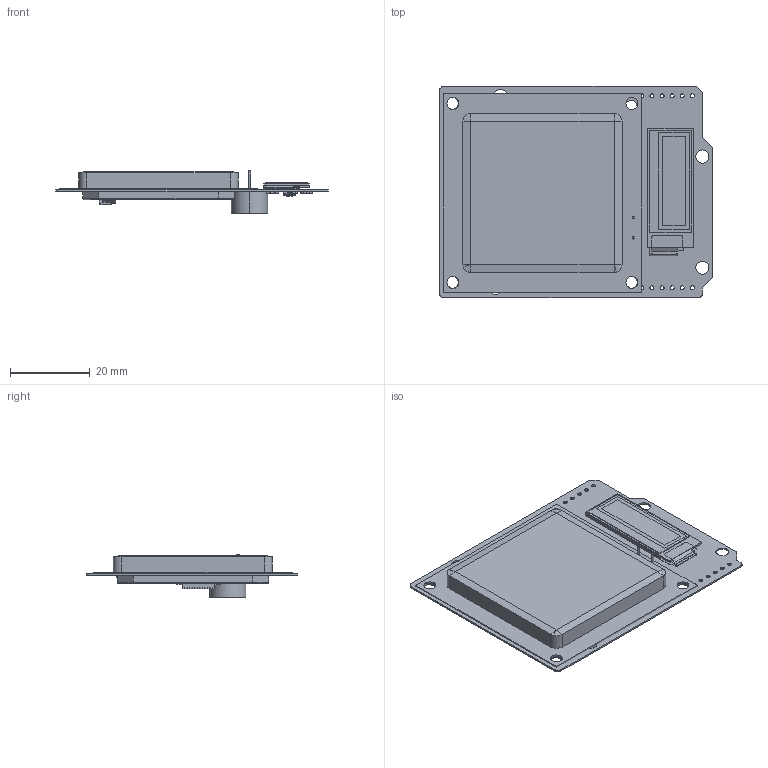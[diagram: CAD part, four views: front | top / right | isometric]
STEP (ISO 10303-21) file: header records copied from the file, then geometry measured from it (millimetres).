
FILE_DESCRIPTION(('Open CASCADE Model'),'2;1');
FILE_NAME('Open CASCADE Shape Model','2023-04-28T09:57:41',('Author'),( 'Open CASCADE'),'Open CASCADE STEP processor 7.5','Open CASCADE 7.5' ,'Unknown');
FILE_SCHEMA(('AUTOMOTIVE_DESIGN { 1 0 10303 214 1 1 1 1 }'));
Length unit declared in the file: millimetre
Products named in the file (44): PCB; Board; Open CASCADE STEP translator 7.5 1.1.1; R13; SW3DPS-RESISTOR 0603-DEFAULT; R12; R11; R10; R9; R8; Q3; SOT23-6; Open CASCADE STEP translator 7.5 1.8.1.1; Open CASCADE STEP translator 7.5 1.8.1.2; BZ1; User Library-Buzzer_9mm; User Library-Buzzer_9mm_Membran; User Library-Buzzer_9mm_Pin_-; User Library-Buzzer_9mm_Pin_+; User Library-Buzzer_9mm_Fillet003; TR1; User Library-SOT95P240X110-3M[SOT23-3_TO-236AB]; R7; Q2; Q1; M1; UHF-RFID JRD-100 module; UHF-reader; 1204_WeshareAdapterV3_Molex_PicoBlade_53261-0571_1x05-1MP_P1.25mm_
Horizontal v1; SOLID (11); DIS1; User Library-0_91__ OLED v4; C7; C6; C4; C3; C2; C1; R1; R2 ...
Assembly tree (63 placements, depth 5):
  PCB
    Board
      Open CASCADE STEP translator 7.5 1.1.1
    R13
      SW3DPS-RESISTOR 0603-DEFAULT
    R12
      SW3DPS-RESISTOR 0603-DEFAULT
    R11
      SW3DPS-RESISTOR 0603-DEFAULT
    R10
      SW3DPS-RESISTOR 0603-DEFAULT
    R9
      SW3DPS-RESISTOR 0603-DEFAULT
    R8
      SW3DPS-RESISTOR 0603-DEFAULT
    Q3
      SOT23-6
        Open CASCADE STEP translator 7.5 1.8.1.1
        Open CASCADE STEP translator 7.5 1.8.1.2
    BZ1
      User Library-Buzzer_9mm
        User Library-Buzzer_9mm_Membran
        User Library-Buzzer_9mm_Pin_-
        User Library-Buzzer_9mm_Pin_+
        User Library-Buzzer_9mm_Fillet003
    TR1
      User Library-SOT95P240X110-3M[SOT23-3_TO-236AB]
    R7
      SW3DPS-RESISTOR 0603-DEFAULT
    Q2
      User Library-SOT95P240X110-3M[SOT23-3_TO-236AB]
    Q1
      User Library-SOT95P240X110-3M[SOT23-3_TO-236AB]
    M1
      UHF-RFID JRD-100 module
        UHF-reader
        1204_WeshareAdapterV3_Molex_PicoBlade_53261-0571_1x05-1MP_P1.25mm_
Horizontal v1
          SOLID (11)
    DIS1
      User Library-0_91__ OLED v4
    C7
      SW3DPS-RESISTOR 0603-DEFAULT
    C6
      SW3DPS-RESISTOR 0603-DEFAULT
    C4
      SW3DPS-RESISTOR 0603-DEFAULT
    C3
      SW3DPS-RESISTOR 0603-DEFAULT
    C2
      SW3DPS-RESISTOR 0603-DEFAULT
    C1
      SW3DPS-RESISTOR 0603-DEFAULT
    R1
      SW3DPS-RESISTOR 0603-DEFAULT
    R2
      SW3DPS-RESISTOR 0603-DEFAULT
    R3
      SW3DPS-RESISTOR 0603-DEFAULT
    R4
      SW3DPS-RESISTOR 0603-DEFAULT
Bounding box: 68.56 x 53.3 x 11 mm (x, y, z)
Volume: 13338.1 mm3; surface area: 14330.1 mm2
Topology: 44 solids, 46 shells, 1747 faces, 4469 edges, 2902 vertices
Faces by surface type: plane 1144, bspline 371, cylinder 204, sphere 24, cone 4
Full cylindrical faces by diameter (mm): 0.8 x2, 1.016 x32, 3 x8, 3.3 x4
Entity records: 40416 total; most frequent: CARTESIAN_POINT 14529, ORIENTED_EDGE 4824, DIRECTION 3927, EDGE_CURVE 2413, LINE 1731, VECTOR 1731, VERTEX_POINT 1574, AXIS2_PLACEMENT_3D 1098
